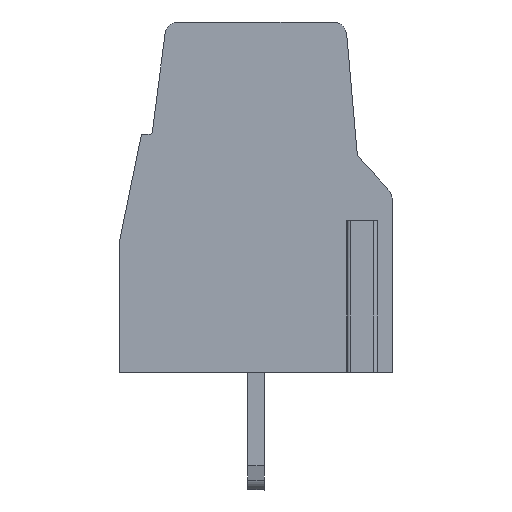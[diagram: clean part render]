
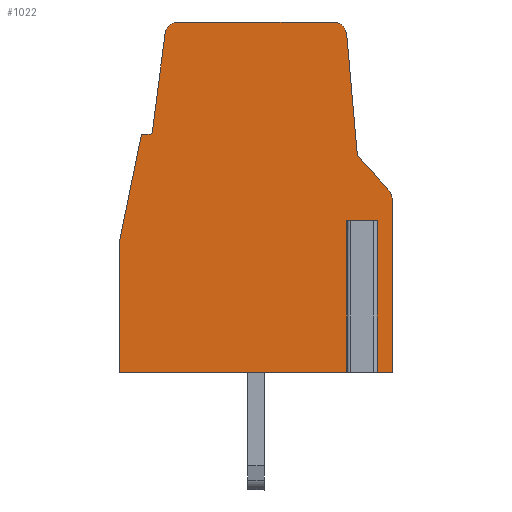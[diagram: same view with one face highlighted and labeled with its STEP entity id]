
A CAD part, left-side view. The second image highlights one B-rep face of the part: STEP entity #1022.
In plain terms, the highlighted planar face has unit normal (-1, 0, 0).
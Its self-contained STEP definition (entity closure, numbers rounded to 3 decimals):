
#914=AXIS2_PLACEMENT_3D('Plane Axis2P3D',#911,#912,#913) ;
#918=AXIS2_PLACEMENT_3D('Circle Axis2P3D',#916,#917,$) ;
#939=AXIS2_PLACEMENT_3D('Circle Axis2P3D',#937,#938,$) ;
#953=AXIS2_PLACEMENT_3D('Circle Axis2P3D',#951,#952,$) ;
#967=AXIS2_PLACEMENT_3D('Circle Axis2P3D',#965,#966,$) ;
#40=CARTESIAN_POINT('Vertex',(0.5,8.1,3.5)) ;
#126=CARTESIAN_POINT('Vertex',(0.5,0.,3.5)) ;
#129=CARTESIAN_POINT('Line Origine',(0.5,0.226,3.5)) ;
#133=CARTESIAN_POINT('Vertex',(0.5,0.452,3.5)) ;
#258=CARTESIAN_POINT('Vertex',(0.5,1.348,3.5)) ;
#261=CARTESIAN_POINT('Line Origine',(0.5,4.724,3.5)) ;
#518=CARTESIAN_POINT('Line Origine',(0.5,8.1,5.45)) ;
#522=CARTESIAN_POINT('Vertex',(0.5,8.1,7.4)) ;
#621=CARTESIAN_POINT('Vertex',(0.5,0.,8.598)) ;
#624=CARTESIAN_POINT('Line Origine',(0.5,0.,6.049)) ;
#911=CARTESIAN_POINT('Axis2P3D Location',(0.5,0.,0.)) ;
#916=CARTESIAN_POINT('Axis2P3D Location',(0.5,0.505,8.598)) ;
#920=CARTESIAN_POINT('Vertex',(0.5,0.132,8.938)) ;
#923=CARTESIAN_POINT('Line Origine',(0.5,0.586,9.433)) ;
#927=CARTESIAN_POINT('Vertex',(0.5,1.04,9.927)) ;
#930=CARTESIAN_POINT('Line Origine',(0.5,1.198,11.731)) ;
#934=CARTESIAN_POINT('Vertex',(0.5,1.356,13.535)) ;
#937=CARTESIAN_POINT('Axis2P3D Location',(0.5,1.754,13.5)) ;
#941=CARTESIAN_POINT('Vertex',(0.5,1.754,13.9)) ;
#944=CARTESIAN_POINT('Line Origine',(0.5,4.054,13.9)) ;
#948=CARTESIAN_POINT('Vertex',(0.5,6.354,13.9)) ;
#951=CARTESIAN_POINT('Axis2P3D Location',(0.5,6.354,13.5)) ;
#955=CARTESIAN_POINT('Vertex',(0.5,6.751,13.552)) ;
#958=CARTESIAN_POINT('Line Origine',(0.5,6.939,12.099)) ;
#962=CARTESIAN_POINT('Vertex',(0.5,7.128,10.647)) ;
#965=CARTESIAN_POINT('Axis2P3D Location',(0.5,7.227,10.66)) ;
#969=CARTESIAN_POINT('Vertex',(0.5,7.227,10.56)) ;
#972=CARTESIAN_POINT('Line Origine',(0.5,7.339,10.56)) ;
#976=CARTESIAN_POINT('Vertex',(0.5,7.451,10.56)) ;
#979=CARTESIAN_POINT('Line Origine',(0.5,7.776,8.98)) ;
#984=CARTESIAN_POINT('Line Origine',(0.5,1.348,5.75)) ;
#988=CARTESIAN_POINT('Vertex',(0.5,1.348,8.)) ;
#991=CARTESIAN_POINT('Line Origine',(0.5,0.9,8.)) ;
#995=CARTESIAN_POINT('Vertex',(0.5,0.452,8.)) ;
#998=CARTESIAN_POINT('Line Origine',(0.5,0.452,5.75)) ;
#130=DIRECTION('Vector Direction',(0.,1.,0.)) ;
#262=DIRECTION('Vector Direction',(0.,1.,0.)) ;
#519=DIRECTION('Vector Direction',(0.,0.,1.)) ;
#625=DIRECTION('Vector Direction',(0.,0.,-1.)) ;
#912=DIRECTION('Axis2P3D Direction',(-1.,0.,0.)) ;
#913=DIRECTION('Axis2P3D XDirection',(0.,0.,1.)) ;
#917=DIRECTION('Axis2P3D Direction',(-1.,0.,0.)) ;
#924=DIRECTION('Vector Direction',(0.,-0.677,-0.736)) ;
#931=DIRECTION('Vector Direction',(0.,-0.087,-0.996)) ;
#938=DIRECTION('Axis2P3D Direction',(-1.,0.,0.)) ;
#945=DIRECTION('Vector Direction',(0.,-1.,0.)) ;
#952=DIRECTION('Axis2P3D Direction',(-1.,0.,0.)) ;
#959=DIRECTION('Vector Direction',(0.,-0.129,0.992)) ;
#966=DIRECTION('Axis2P3D Direction',(-1.,0.,0.)) ;
#973=DIRECTION('Vector Direction',(0.,-1.,0.)) ;
#980=DIRECTION('Vector Direction',(0.,-0.201,0.98)) ;
#985=DIRECTION('Vector Direction',(0.,0.,1.)) ;
#992=DIRECTION('Vector Direction',(0.,-1.,0.)) ;
#999=DIRECTION('Vector Direction',(0.,0.,1.)) ;
#131=VECTOR('Line Direction',#130,1.) ;
#263=VECTOR('Line Direction',#262,1.) ;
#520=VECTOR('Line Direction',#519,1.) ;
#626=VECTOR('Line Direction',#625,1.) ;
#925=VECTOR('Line Direction',#924,1.) ;
#932=VECTOR('Line Direction',#931,1.) ;
#946=VECTOR('Line Direction',#945,1.) ;
#960=VECTOR('Line Direction',#959,1.) ;
#974=VECTOR('Line Direction',#973,1.) ;
#981=VECTOR('Line Direction',#980,1.) ;
#986=VECTOR('Line Direction',#985,1.) ;
#993=VECTOR('Line Direction',#992,1.) ;
#1000=VECTOR('Line Direction',#999,1.) ;
#1004=ORIENTED_EDGE('',*,*,#135,.T.) ;
#1005=ORIENTED_EDGE('',*,*,#628,.T.) ;
#1006=ORIENTED_EDGE('',*,*,#922,.T.) ;
#1007=ORIENTED_EDGE('',*,*,#929,.T.) ;
#1008=ORIENTED_EDGE('',*,*,#936,.T.) ;
#1009=ORIENTED_EDGE('',*,*,#943,.T.) ;
#1010=ORIENTED_EDGE('',*,*,#950,.T.) ;
#1011=ORIENTED_EDGE('',*,*,#957,.T.) ;
#1012=ORIENTED_EDGE('',*,*,#964,.T.) ;
#1013=ORIENTED_EDGE('',*,*,#971,.T.) ;
#1014=ORIENTED_EDGE('',*,*,#978,.T.) ;
#1015=ORIENTED_EDGE('',*,*,#983,.T.) ;
#1016=ORIENTED_EDGE('',*,*,#524,.T.) ;
#1017=ORIENTED_EDGE('',*,*,#265,.T.) ;
#1018=ORIENTED_EDGE('',*,*,#990,.T.) ;
#1019=ORIENTED_EDGE('',*,*,#997,.F.) ;
#1020=ORIENTED_EDGE('',*,*,#1002,.F.) ;
#1022=ADVANCED_FACE('HOUSING',(#1021),#915,.T.) ;
#919=CIRCLE('generated circle',#918,0.505) ;
#940=CIRCLE('generated circle',#939,0.4) ;
#954=CIRCLE('generated circle',#953,0.4) ;
#968=CIRCLE('generated circle',#967,0.1) ;
#135=EDGE_CURVE('',#134,#127,#132,.F.) ;
#265=EDGE_CURVE('',#41,#259,#264,.F.) ;
#524=EDGE_CURVE('',#523,#41,#521,.F.) ;
#628=EDGE_CURVE('',#127,#622,#627,.F.) ;
#922=EDGE_CURVE('',#622,#921,#919,.T.) ;
#929=EDGE_CURVE('',#921,#928,#926,.F.) ;
#936=EDGE_CURVE('',#928,#935,#933,.F.) ;
#943=EDGE_CURVE('',#935,#942,#940,.T.) ;
#950=EDGE_CURVE('',#942,#949,#947,.F.) ;
#957=EDGE_CURVE('',#949,#956,#954,.T.) ;
#964=EDGE_CURVE('',#956,#963,#961,.F.) ;
#971=EDGE_CURVE('',#963,#970,#968,.F.) ;
#978=EDGE_CURVE('',#970,#977,#975,.F.) ;
#983=EDGE_CURVE('',#977,#523,#982,.F.) ;
#990=EDGE_CURVE('',#259,#989,#987,.T.) ;
#997=EDGE_CURVE('',#996,#989,#994,.F.) ;
#1002=EDGE_CURVE('',#134,#996,#1001,.T.) ;
#1003=EDGE_LOOP('',(#1004,#1005,#1006,#1007,#1008,#1009,#1010,#1011,#1012,#1013,#1014,#1015,#1016,#1017,#1018,#1019,#1020)) ;
#1021=FACE_OUTER_BOUND('',#1003,.T.) ;
#132=LINE('Line',#129,#131) ;
#264=LINE('Line',#261,#263) ;
#521=LINE('Line',#518,#520) ;
#627=LINE('Line',#624,#626) ;
#926=LINE('Line',#923,#925) ;
#933=LINE('Line',#930,#932) ;
#947=LINE('Line',#944,#946) ;
#961=LINE('Line',#958,#960) ;
#975=LINE('Line',#972,#974) ;
#982=LINE('Line',#979,#981) ;
#987=LINE('Line',#984,#986) ;
#994=LINE('Line',#991,#993) ;
#1001=LINE('Line',#998,#1000) ;
#915=PLANE('',#914) ;
#41=VERTEX_POINT('',#40) ;
#127=VERTEX_POINT('',#126) ;
#134=VERTEX_POINT('',#133) ;
#259=VERTEX_POINT('',#258) ;
#523=VERTEX_POINT('',#522) ;
#622=VERTEX_POINT('',#621) ;
#921=VERTEX_POINT('',#920) ;
#928=VERTEX_POINT('',#927) ;
#935=VERTEX_POINT('',#934) ;
#942=VERTEX_POINT('',#941) ;
#949=VERTEX_POINT('',#948) ;
#956=VERTEX_POINT('',#955) ;
#963=VERTEX_POINT('',#962) ;
#970=VERTEX_POINT('',#969) ;
#977=VERTEX_POINT('',#976) ;
#989=VERTEX_POINT('',#988) ;
#996=VERTEX_POINT('',#995) ;
